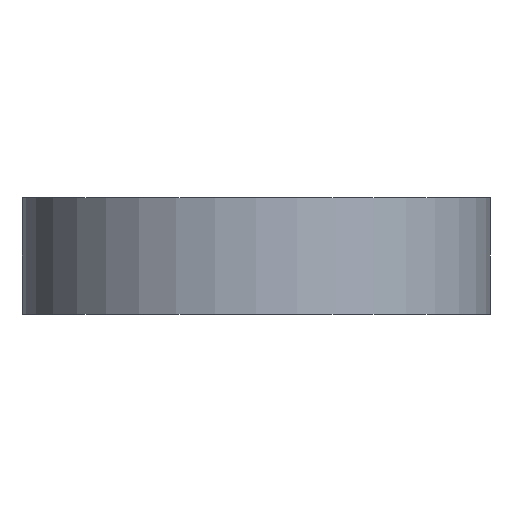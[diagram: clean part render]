
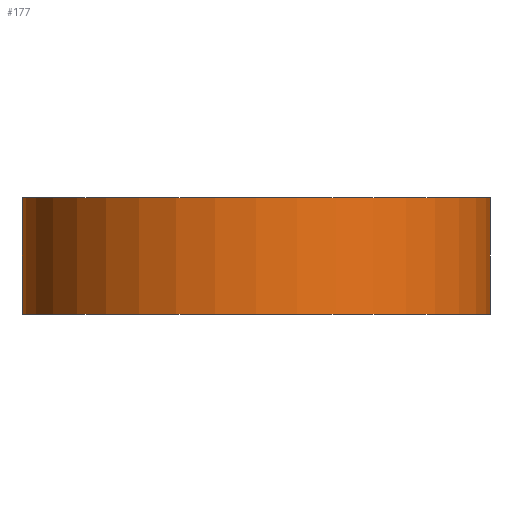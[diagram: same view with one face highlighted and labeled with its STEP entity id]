
A CAD part, front view. The second image highlights one B-rep face of the part: STEP entity #177.
In plain terms, the highlighted cylindrical face has radius 8 mm (diameter 16 mm), a partial arc.
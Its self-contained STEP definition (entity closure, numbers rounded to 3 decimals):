
#2 = LINE ( 'NONE', #409, #597 ) ;
#42 = DIRECTION ( 'NONE',  ( 1., 0., 0. ) ) ;
#64 = VERTEX_POINT ( 'NONE', #122 ) ;
#93 = VECTOR ( 'NONE', #611, 1000. ) ;
#104 = CARTESIAN_POINT ( 'NONE',  ( 8., 0., 0. ) ) ;
#122 = CARTESIAN_POINT ( 'NONE',  ( -8., 0., 4. ) ) ;
#126 = VERTEX_POINT ( 'NONE', #137 ) ;
#137 = CARTESIAN_POINT ( 'NONE',  ( -8., 0., 0. ) ) ;
#146 = FACE_OUTER_BOUND ( 'NONE', #181, .T. ) ;
#149 = DIRECTION ( 'NONE',  ( 0., 0., -1. ) ) ;
#159 = ORIENTED_EDGE ( 'NONE', *, *, #192, .F. ) ;
#167 = CARTESIAN_POINT ( 'NONE',  ( 0., 0., 0. ) ) ;
#177 = ADVANCED_FACE ( 'NONE', ( #146 ), #296, .T. ) ;
#179 = ORIENTED_EDGE ( 'NONE', *, *, #421, .T. ) ;
#181 = EDGE_LOOP ( 'NONE', ( #256, #159, #179, #344 ) ) ;
#192 = EDGE_CURVE ( 'NONE', #64, #610, #512, .T. ) ;
#256 = ORIENTED_EDGE ( 'NONE', *, *, #406, .F. ) ;
#275 = DIRECTION ( 'NONE',  ( 0., 0., 1. ) ) ;
#296 = CYLINDRICAL_SURFACE ( 'NONE', #615, 8. ) ;
#330 = CARTESIAN_POINT ( 'NONE',  ( 8., 0., 4. ) ) ;
#344 = ORIENTED_EDGE ( 'NONE', *, *, #528, .T. ) ;
#363 = LINE ( 'NONE', #575, #93 ) ;
#379 = DIRECTION ( 'NONE',  ( 1., 0., 0. ) ) ;
#406 = EDGE_CURVE ( 'NONE', #610, #666, #363, .T. ) ;
#409 = CARTESIAN_POINT ( 'NONE',  ( -8., 0., 4. ) ) ;
#421 = EDGE_CURVE ( 'NONE', #64, #126, #2, .T. ) ;
#438 = AXIS2_PLACEMENT_3D ( 'NONE', #167, #275, #379 ) ;
#451 = DIRECTION ( 'NONE',  ( 0., 0., 1. ) ) ;
#472 = CIRCLE ( 'NONE', #438, 8. ) ;
#478 = AXIS2_PLACEMENT_3D ( 'NONE', #603, #451, #42 ) ;
#512 = CIRCLE ( 'NONE', #478, 8. ) ;
#528 = EDGE_CURVE ( 'NONE', #126, #666, #472, .T. ) ;
#551 = DIRECTION ( 'NONE',  ( -1., 0., 0. ) ) ;
#575 = CARTESIAN_POINT ( 'NONE',  ( 8., 0., 4. ) ) ;
#597 = VECTOR ( 'NONE', #149, 1000. ) ;
#603 = CARTESIAN_POINT ( 'NONE',  ( 0., 0., 4. ) ) ;
#609 = DIRECTION ( 'NONE',  ( 0., 0., -1. ) ) ;
#610 = VERTEX_POINT ( 'NONE', #330 ) ;
#611 = DIRECTION ( 'NONE',  ( 0., 0., -1. ) ) ;
#615 = AXIS2_PLACEMENT_3D ( 'NONE', #652, #609, #551 ) ;
#652 = CARTESIAN_POINT ( 'NONE',  ( 0., 0., 4. ) ) ;
#666 = VERTEX_POINT ( 'NONE', #104 ) ;
